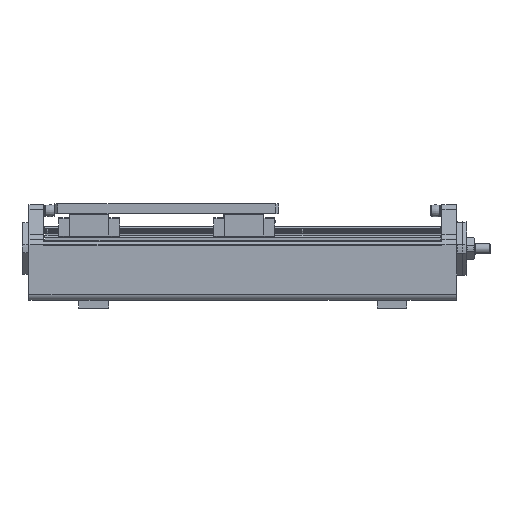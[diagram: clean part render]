
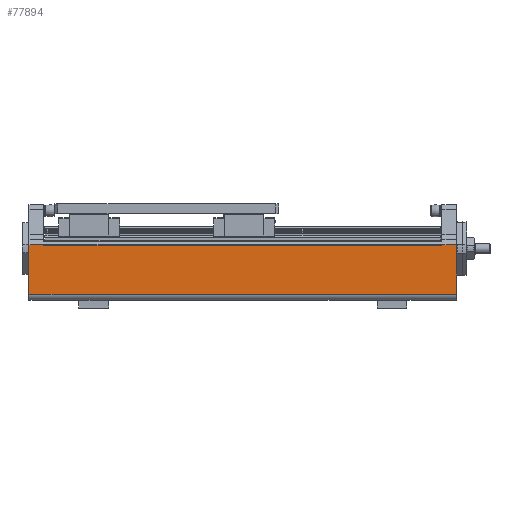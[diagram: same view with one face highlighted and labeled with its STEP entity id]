
A CAD part, left-side view. The second image highlights one B-rep face of the part: STEP entity #77894.
In plain terms, the highlighted planar face has unit normal (-1, 0, 0).
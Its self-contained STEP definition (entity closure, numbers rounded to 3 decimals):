
#4007=CARTESIAN_POINT('',(31.994,585.,90.532));
#4008=VERTEX_POINT('',#4007);
#4015=CARTESIAN_POINT('',(31.994,585.,40.532));
#4016=VERTEX_POINT('',#4015);
#4017=CARTESIAN_POINT('',(31.994,585.,40.532));
#4018=DIRECTION('',(0.0,0.0,1.0));
#4019=VECTOR('',#4018,50.);
#4020=LINE('',#4017,#4019);
#4021=EDGE_CURVE('',#4016,#4008,#4020,.T.);
#5663=CARTESIAN_POINT('',(31.994,1015.,90.532));
#5664=VERTEX_POINT('',#5663);
#5780=CARTESIAN_POINT('',(31.994,1015.,40.532));
#5781=VERTEX_POINT('',#5780);
#5789=CARTESIAN_POINT('',(31.994,1015.,90.532));
#5790=DIRECTION('',(0.0,0.0,-1.0));
#5791=VECTOR('',#5790,50.);
#5792=LINE('',#5789,#5791);
#5793=EDGE_CURVE('',#5664,#5781,#5792,.T.);
#6358=CARTESIAN_POINT('',(31.994,600.,89.732));
#6359=VERTEX_POINT('',#6358);
#6369=CARTESIAN_POINT('',(31.994,600.,90.532));
#6370=VERTEX_POINT('',#6369);
#6371=CARTESIAN_POINT('',(31.994,600.,90.532));
#6372=DIRECTION('',(0.,0.,-1.0));
#6373=VECTOR('',#6372,0.8);
#6374=LINE('',#6371,#6373);
#6375=EDGE_CURVE('',#6370,#6359,#6374,.T.);
#73081=CARTESIAN_POINT('',(31.994,1000.,89.732));
#73082=VERTEX_POINT('',#73081);
#73090=CARTESIAN_POINT('',(31.994,1000.,90.532));
#73091=VERTEX_POINT('',#73090);
#73098=CARTESIAN_POINT('',(31.994,1000.,89.732));
#73099=DIRECTION('',(0.,0.0,1.0));
#73100=VECTOR('',#73099,0.8);
#73101=LINE('',#73098,#73100);
#73102=EDGE_CURVE('',#73082,#73091,#73101,.T.);
#76969=CARTESIAN_POINT('',(31.994,600.,90.532));
#76970=DIRECTION('',(0.0,-1.0,0.0));
#76971=VECTOR('',#76970,15.0);
#76972=LINE('',#76969,#76971);
#76973=EDGE_CURVE('',#6370,#4008,#76972,.T.);
#76994=CARTESIAN_POINT('',(31.994,1015.,90.532));
#76995=DIRECTION('',(0.0,-1.0,0.0));
#76996=VECTOR('',#76995,15.0);
#76997=LINE('',#76994,#76996);
#76998=EDGE_CURVE('',#5664,#73091,#76997,.T.);
#77028=CARTESIAN_POINT('',(31.994,1000.,89.732));
#77029=DIRECTION('',(0.0,-1.0,0.0));
#77030=VECTOR('',#77029,400.0);
#77031=LINE('',#77028,#77030);
#77032=EDGE_CURVE('',#73082,#6359,#77031,.T.);
#77874=CARTESIAN_POINT('',(31.994,1002.5,34.532));
#77875=DIRECTION('',(-1.0,0.0,0.0));
#77876=DIRECTION('',(0.0,-1.0,0.0));
#77877=AXIS2_PLACEMENT_3D('',#77874,#77875,#77876);
#77878=PLANE('',#77877);
#77879=CARTESIAN_POINT('',(31.994,585.,40.532));
#77880=DIRECTION('',(0.0,1.0,0.0));
#77881=VECTOR('',#77880,430.);
#77882=LINE('',#77879,#77881);
#77883=EDGE_CURVE('',#4016,#5781,#77882,.T.);
#77884=ORIENTED_EDGE('',*,*,#77883,.F.);
#77885=ORIENTED_EDGE('',*,*,#4021,.T.);
#77886=ORIENTED_EDGE('',*,*,#76973,.F.);
#77887=ORIENTED_EDGE('',*,*,#6375,.T.);
#77888=ORIENTED_EDGE('',*,*,#77032,.F.);
#77889=ORIENTED_EDGE('',*,*,#73102,.T.);
#77890=ORIENTED_EDGE('',*,*,#76998,.F.);
#77891=ORIENTED_EDGE('',*,*,#5793,.T.);
#77892=EDGE_LOOP('',(#77884,#77885,#77886,#77887,#77888,#77889,#77890,#77891));
#77893=FACE_OUTER_BOUND('',#77892,.T.);
#77894=ADVANCED_FACE('',(#77893),#77878,.T.);
